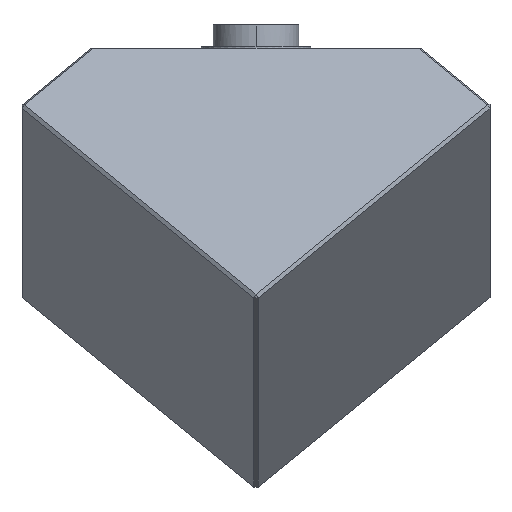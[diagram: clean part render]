
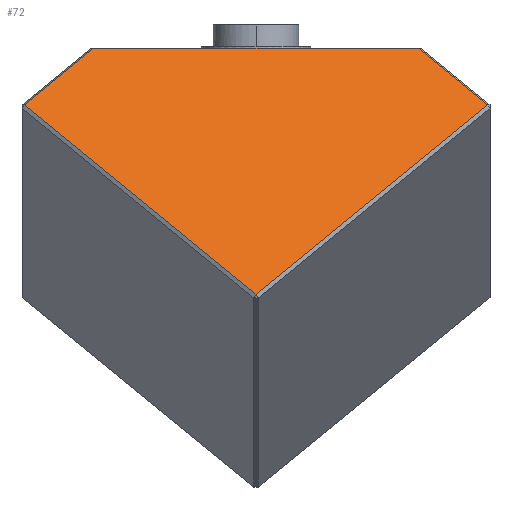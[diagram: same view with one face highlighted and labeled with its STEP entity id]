
A CAD part, front view. The second image highlights one B-rep face of the part: STEP entity #72.
In plain terms, the highlighted planar face has unit normal (0, -0.817, 0.577).
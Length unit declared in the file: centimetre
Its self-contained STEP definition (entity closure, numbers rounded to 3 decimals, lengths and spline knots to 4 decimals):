
#72=ADVANCED_FACE($,(#167),#1192,.T.);
#167=FACE_OUTER_BOUND($,#264,.T.);
#264=EDGE_LOOP($,(#563,#564,#565,#566,#567));
#563=ORIENTED_EDGE($,*,*,#884,.F.);
#564=ORIENTED_EDGE($,*,*,#876,.F.);
#565=ORIENTED_EDGE($,*,*,#890,.T.);
#566=ORIENTED_EDGE($,*,*,#891,.T.);
#567=ORIENTED_EDGE($,*,*,#892,.T.);
#876=EDGE_CURVE($,#1061,#1062,#1370,.T.);
#884=EDGE_CURVE($,#1062,#1067,#1378,.T.);
#890=EDGE_CURVE($,#1061,#1070,#1384,.T.);
#891=EDGE_CURVE($,#1070,#1071,#1385,.T.);
#892=EDGE_CURVE($,#1071,#1067,#1386,.T.);
#1061=VERTEX_POINT($,#2511);
#1062=VERTEX_POINT($,#2512);
#1067=VERTEX_POINT($,#2517);
#1070=VERTEX_POINT($,#2520);
#1071=VERTEX_POINT($,#2521);
#1192=PLANE($,#1562);
#1370=B_SPLINE_CURVE_WITH_KNOTS($,1,(#2229,#2230),.UNSPECIFIED.,.F.,.F.,
(2,2),(0.,295.7013),.UNSPECIFIED.);
#1378=B_SPLINE_CURVE_WITH_KNOTS($,3,(#2251,#2252,#2253,#2254),.UNSPECIFIED.,
.F.,.F.,(4,4),(-89.9076,0.),.UNSPECIFIED.);
#1384=B_SPLINE_CURVE_WITH_KNOTS($,3,(#2267,#2268,#2269,#2270),.UNSPECIFIED.,
.F.,.F.,(4,4),(0.,89.9076),.UNSPECIFIED.);
#1385=B_SPLINE_CURVE_WITH_KNOTS($,3,(#2271,#2272,#2273,#2274),.UNSPECIFIED.,
.F.,.F.,(4,4),(0.,299.),.UNSPECIFIED.);
#1386=B_SPLINE_CURVE_WITH_KNOTS($,3,(#2275,#2276,#2277,#2278),.UNSPECIFIED.,
.F.,.F.,(4,4),(0.,299.),.UNSPECIFIED.);
#1562=AXIS2_PLACEMENT_3D($,#2430,#1624,$);
#1624=DIRECTION($,(0.,-0.816,0.577));
#2229=CARTESIAN_POINT($,(-147.8507,-87.8111,-21.));
#2230=CARTESIAN_POINT($,(147.8507,-87.8111,-21.));
#2251=CARTESIAN_POINT($,(147.8507,-87.8111,-21.));
#2252=CARTESIAN_POINT($,(169.0421,-100.046,-38.3027));
#2253=CARTESIAN_POINT($,(190.2335,-112.2809,-55.6054));
#2254=CARTESIAN_POINT($,(211.4249,-124.5157,-72.9082));
#2267=CARTESIAN_POINT($,(-147.8507,-87.8111,-21.));
#2268=CARTESIAN_POINT($,(-169.0421,-100.046,-38.3027));
#2269=CARTESIAN_POINT($,(-190.2335,-112.2809,-55.6054));
#2270=CARTESIAN_POINT($,(-211.4249,-124.5157,-72.9082));
#2271=CARTESIAN_POINT($,(-211.4249,-124.5157,-72.9082));
#2272=CARTESIAN_POINT($,(-140.95,-165.2045,-130.4507));
#2273=CARTESIAN_POINT($,(-70.475,-205.8932,-187.9933));
#2274=CARTESIAN_POINT($,(0.,-246.582,-245.5359));
#2275=CARTESIAN_POINT($,(0.,-246.582,-245.5359));
#2276=CARTESIAN_POINT($,(70.475,-205.8932,-187.9933));
#2277=CARTESIAN_POINT($,(140.95,-165.2045,-130.4507));
#2278=CARTESIAN_POINT($,(211.4249,-124.5157,-72.9082));
#2430=CARTESIAN_POINT($,(215.6534,-248.1697,-247.7813));
#2511=CARTESIAN_POINT($,(-147.8507,-87.8111,-21.));
#2512=CARTESIAN_POINT($,(147.8507,-87.8111,-21.));
#2517=CARTESIAN_POINT($,(211.4249,-124.5157,-72.9082));
#2520=CARTESIAN_POINT($,(-211.4249,-124.5157,-72.9082));
#2521=CARTESIAN_POINT($,(0.,-246.582,-245.5359));
